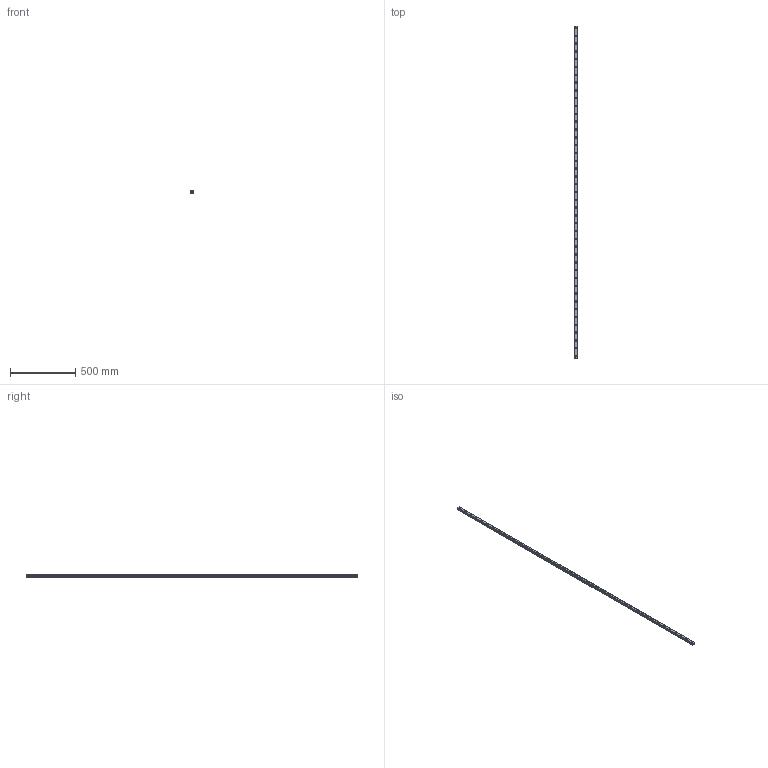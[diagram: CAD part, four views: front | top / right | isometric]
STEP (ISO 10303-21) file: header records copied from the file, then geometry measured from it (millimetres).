
FILE_DESCRIPTION(('STEP AP214'),'1');
FILE_NAME('cctmp_436DABA9-D1A4-4AAC-ABC5-7D4B948311F0_2021_02_09_15_13_08_0172..stp','2021-02-09T14:13:08',('HIWIN GmbH'),('CADClick - www.CADClick.com'),'Spatial InterOp 3D',' ','unknown authorization');
FILE_SCHEMA(('AUTOMOTIVE_DESIGN'));
Length unit declared in the file: millimetre
Products named in the file (1): EGR25R2550C_FILE
Bounding box: 23 x 2550 x 18 mm (x, y, z)
Volume: 876495.8 mm3; surface area: 237347 mm2
Topology: 1 solids, 1 shells, 621 faces, 1587 edges, 1058 vertices
Faces by surface type: plane 343, cylinder 278
Entity records: 24273 total; most frequent: DIRECTION 3731, CARTESIAN_POINT 3267, ORIENTED_EDGE 3174, EDGE_CURVE 1587, AXIS2_PLACEMENT_3D 1522, VERTEX_POINT 1058, CIRCLE 728, EDGE_LOOP 711
